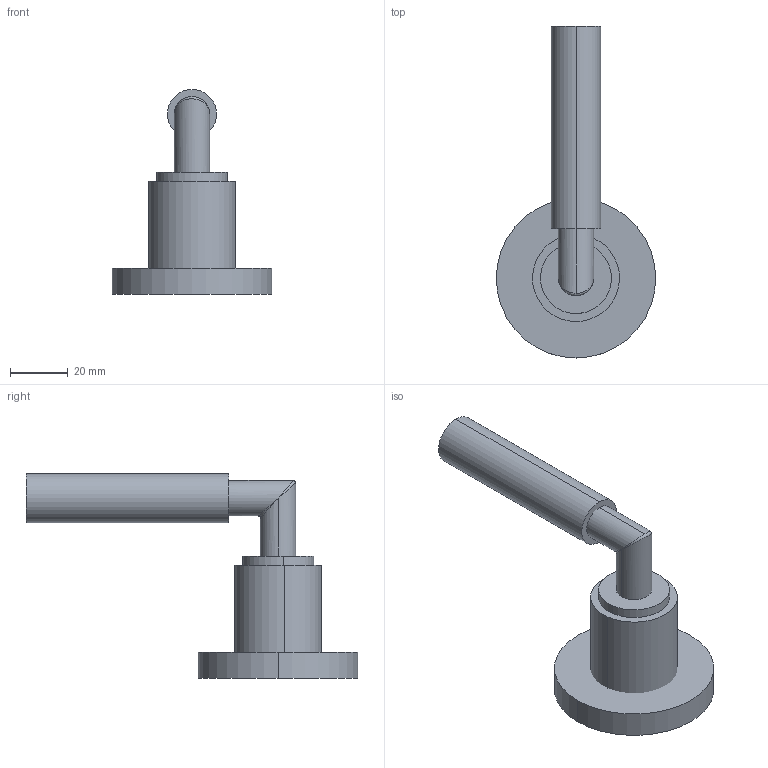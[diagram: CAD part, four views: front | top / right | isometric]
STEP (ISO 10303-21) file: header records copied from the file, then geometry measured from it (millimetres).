
FILE_DESCRIPTION (( 'STEP AP203' ), '1' );
FILE_NAME ('36607882-00.STEP', '2019-09-16T08:30:26', ( '' ), ( '' ), 'SwSTEP 2.0', 'SolidWorks 2017', '' );
FILE_SCHEMA (( 'CONFIG_CONTROL_DESIGN' ));
Length unit declared in the file: millimetre
Products named in the file (4): 36607882-00; Planungsmodell_Rohr_gerade-+-28.568.780-10_ _K3_55x9; Planungsmodell_Griff-+-83.905.930-02_ _K5_30x36_24,5x3,2; Planungsmodell_GriffSLDPRT-+-04.20.88.052.00-01_-
Assembly tree (3 placements, depth 2):
  36607882-00
    Planungsmodell_Rohr_gerade-+-28.568.780-10_ _K3_55x9
    Planungsmodell_GriffSLDPRT-+-04.20.88.052.00-01_-
    Planungsmodell_Griff-+-83.905.930-02_ _K5_30x36_24,5x3,2
Bounding box: 55 x 114.39 x 70.7 mm (x, y, z)
Volume: 68526.8 mm3; surface area: 16959.1 mm2
Topology: 3 solids, 3 shells, 22 faces, 42 edges, 24 vertices
Faces by surface type: cylinder 12, plane 8, bspline 2
Entity records: 1078 total; most frequent: CARTESIAN_POINT 250, DIRECTION 104, ORIENTED_EDGE 76, AXIS2_PLACEMENT_3D 46, EDGE_CURVE 38, PERSON_AND_ORGANIZATION 35, LOCAL_TIME 26, COORDINATED_UNIVERSAL_TIME_OFFSET 26
